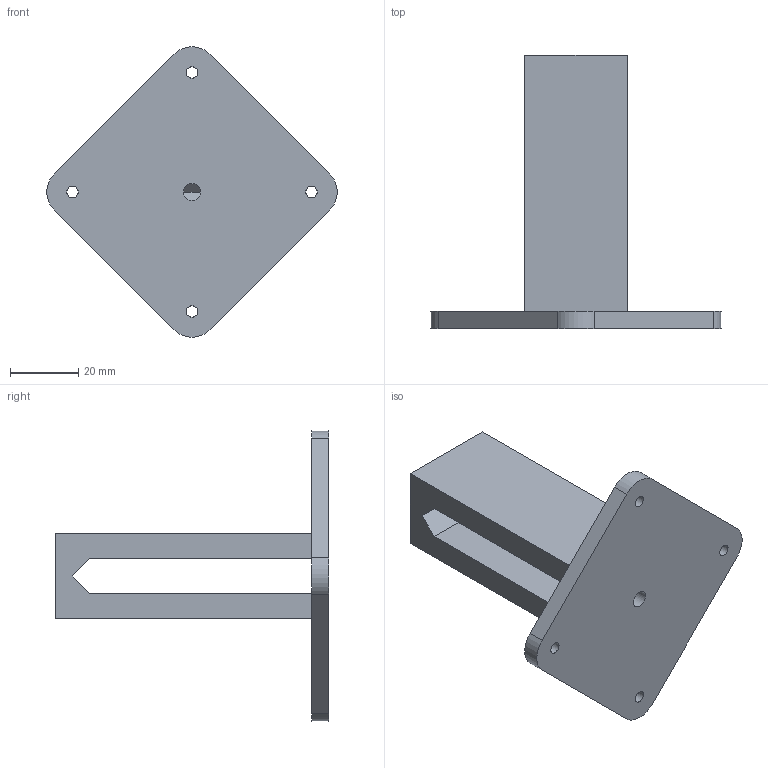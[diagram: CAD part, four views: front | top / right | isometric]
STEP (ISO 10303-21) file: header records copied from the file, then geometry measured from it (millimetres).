
FILE_DESCRIPTION(/* description */ (''),/* implementation_level */ '2;1');
FILE_NAME(/* name */ 'turning prevention.step',/* time_stamp */ '2025-05-23T05:20:21+02:00',/* author */ ('klawy'),/* organization */ (''),/* preprocessor_version */ 'ST-DEVELOPER v20',/* originating_system */ 'Autodesk Inventor 2025',/* authorisation */ '');
FILE_SCHEMA (('AUTOMOTIVE_DESIGN { 1 0 10303 214 3 1 1 }'));
Length unit declared in the file: millimetre
Products named in the file (1): turning prevention
Bounding box: 84.94 x 80 x 84.94 mm (x, y, z)
Volume: 56114.1 mm3; surface area: 21233.7 mm2
Topology: 1 solids, 1 shells, 52 faces, 138 edges, 92 vertices
Faces by surface type: plane 43, cylinder 9
Full cylindrical faces by diameter (mm): 3.4 x4, 5 x1
Entity records: 1667 total; most frequent: CARTESIAN_POINT 283, ORIENTED_EDGE 276, DIRECTION 262, EDGE_CURVE 138, LINE 120, VECTOR 120, VERTEX_POINT 92, AXIS2_PLACEMENT_3D 71
